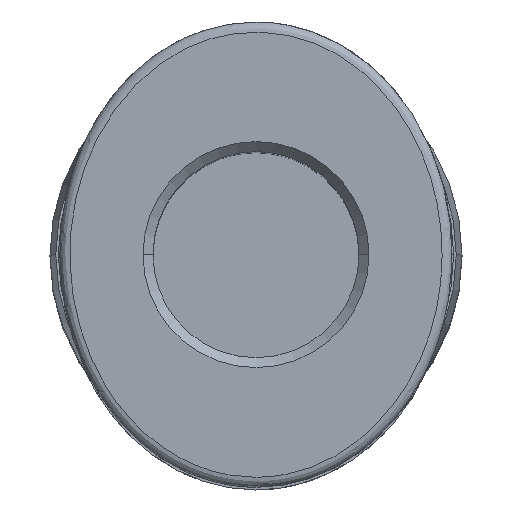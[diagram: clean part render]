
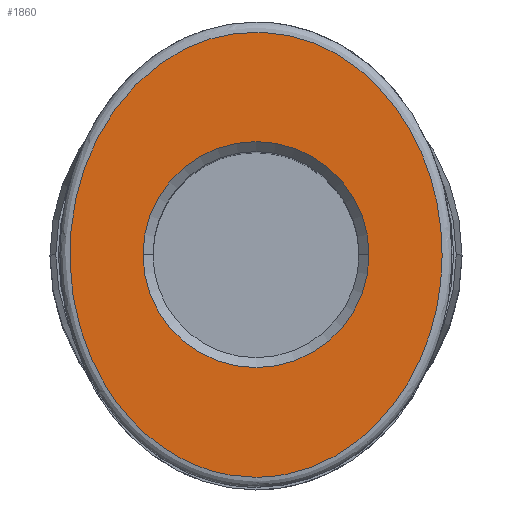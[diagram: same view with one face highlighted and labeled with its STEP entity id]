
A CAD part, top view. The second image highlights one B-rep face of the part: STEP entity #1860.
In plain terms, the highlighted planar face has unit normal (0, 0, 1).
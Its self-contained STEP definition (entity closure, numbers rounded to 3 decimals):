
#433=CARTESIAN_POINT('',(-3.4,0.,23.75));
#434=VERTEX_POINT('',#433);
#441=CARTESIAN_POINT('',(3.4,0.,23.75));
#442=VERTEX_POINT('',#441);
#443=CARTESIAN_POINT('',(0.,0.,23.75));
#444=DIRECTION('',(0.0,0.0,1.0));
#445=DIRECTION('',(-1.0,0.0,0.0));
#446=AXIS2_PLACEMENT_3D('',#443,#444,#445);
#447=CIRCLE('',#446,3.4);
#448=EDGE_CURVE('',#434,#442,#447,.T.);
#1789=CARTESIAN_POINT('',(0.,-6.7,23.75));
#1790=VERTEX_POINT('',#1789);
#1798=CARTESIAN_POINT('',(0.,-6.7,23.75));
#1799=CARTESIAN_POINT('',(-0.467,-6.7,23.75));
#1800=CARTESIAN_POINT('',(-0.941,-6.628,23.75));
#1801=CARTESIAN_POINT('',(-1.391,-6.49,23.75));
#1802=CARTESIAN_POINT('',(-2.02,-6.296,23.75));
#1803=CARTESIAN_POINT('',(-2.606,-5.975,23.75));
#1804=CARTESIAN_POINT('',(-3.12,-5.563,23.75));
#1805=CARTESIAN_POINT('',(-3.828,-4.994,23.75));
#1806=CARTESIAN_POINT('',(-4.395,-4.255,23.75));
#1807=CARTESIAN_POINT('',(-4.801,-3.447,23.75));
#1808=CARTESIAN_POINT('',(-5.332,-2.39,23.75));
#1809=CARTESIAN_POINT('',(-5.599,-1.198,23.75));
#1810=CARTESIAN_POINT('',(-5.6,-0.01,23.75));
#1811=CARTESIAN_POINT('',(-5.602,1.281,23.75));
#1812=CARTESIAN_POINT('',(-5.292,2.577,23.75));
#1813=CARTESIAN_POINT('',(-4.662,3.709,23.75));
#1814=CARTESIAN_POINT('',(-3.993,4.913,23.75));
#1815=CARTESIAN_POINT('',(-2.948,5.92,23.75));
#1816=CARTESIAN_POINT('',(-1.658,6.399,23.75));
#1817=CARTESIAN_POINT('',(-0.467,6.842,23.75));
#1818=CARTESIAN_POINT('',(0.892,6.777,23.75));
#1819=CARTESIAN_POINT('',(2.041,6.238,23.75));
#1820=CARTESIAN_POINT('',(3.093,5.745,23.75));
#1821=CARTESIAN_POINT('',(3.958,4.892,23.75));
#1822=CARTESIAN_POINT('',(4.553,3.9,23.75));
#1823=CARTESIAN_POINT('',(5.253,2.73,23.75));
#1824=CARTESIAN_POINT('',(5.603,1.357,23.75));
#1825=CARTESIAN_POINT('',(5.6,-0.015,23.75));
#1826=CARTESIAN_POINT('',(5.597,-1.405,23.75));
#1827=CARTESIAN_POINT('',(5.233,-2.797,23.75));
#1828=CARTESIAN_POINT('',(4.506,-3.976,23.75));
#1829=CARTESIAN_POINT('',(3.782,-5.151,23.75));
#1830=CARTESIAN_POINT('',(2.663,-6.112,23.75));
#1831=CARTESIAN_POINT('',(1.346,-6.503,23.75));
#1832=CARTESIAN_POINT('',(0.911,-6.632,23.75));
#1833=CARTESIAN_POINT('',(0.454,-6.7,23.75));
#1834=CARTESIAN_POINT('',(0.,-6.7,23.75));
#1835=B_SPLINE_CURVE_WITH_KNOTS('',3,(#1798,#1799,#1800,#1801,#1802,#1803,#1804,#1805,#1806,#1807,#1808,#1809,#1810,#1811,#1812,#1813,#1814,#1815,#1816,#1817,#1818,#1819,#1820,#1821,#1822,#1823,#1824,#1825,#1826,#1827,#1828,#1829,#1830,#1831,#1832,#1833,#1834),.UNSPECIFIED.,.T.,.U.,(4,3,3,3,3,3,3,3,3,3,3,3,4),(0.,0.229,0.549,0.991,1.57,2.198,2.866,3.483,4.048,4.714,5.389,6.061,6.283),.UNSPECIFIED.);
#1836=EDGE_CURVE('',#1790,#1790,#1835,.T.);
#1842=CARTESIAN_POINT('',(0.,-7.,23.75));
#1843=DIRECTION('',(0.0,0.0,1.0));
#1844=DIRECTION('',(1.0,0.0,0.0));
#1845=AXIS2_PLACEMENT_3D('',#1842,#1843,#1844);
#1846=PLANE('',#1845);
#1847=ORIENTED_EDGE('',*,*,#1836,.F.);
#1848=EDGE_LOOP('',(#1847));
#1849=FACE_OUTER_BOUND('',#1848,.T.);
#1850=CARTESIAN_POINT('',(0.,0.,23.75));
#1851=DIRECTION('',(0.0,0.0,1.0));
#1852=DIRECTION('',(-1.0,0.0,0.0));
#1853=AXIS2_PLACEMENT_3D('',#1850,#1851,#1852);
#1854=CIRCLE('',#1853,3.4);
#1855=EDGE_CURVE('',#442,#434,#1854,.T.);
#1856=ORIENTED_EDGE('',*,*,#1855,.F.);
#1857=ORIENTED_EDGE('',*,*,#448,.F.);
#1858=EDGE_LOOP('',(#1856,#1857));
#1859=FACE_BOUND('',#1858,.T.);
#1860=ADVANCED_FACE('',(#1849,#1859),#1846,.T.);
